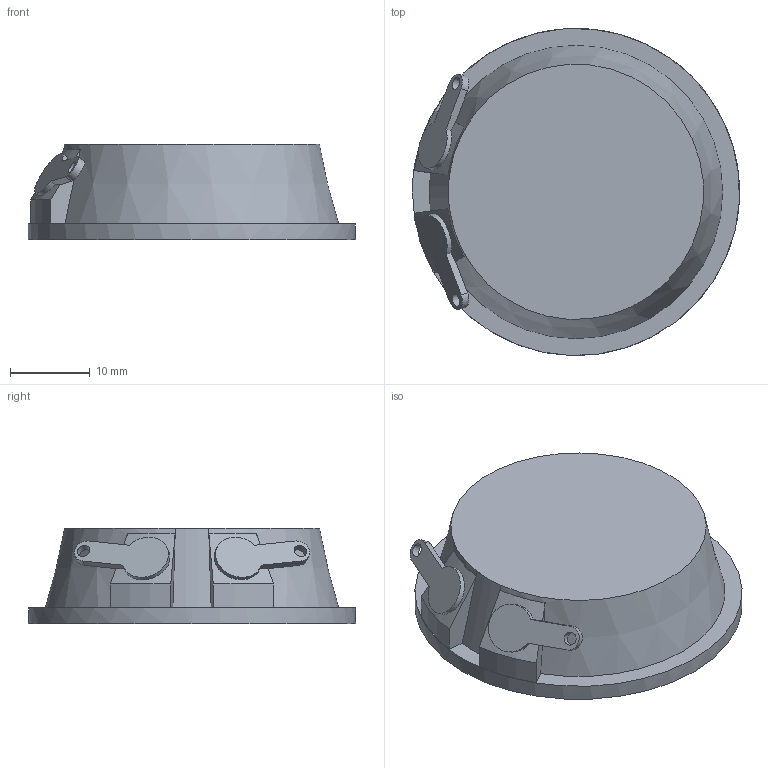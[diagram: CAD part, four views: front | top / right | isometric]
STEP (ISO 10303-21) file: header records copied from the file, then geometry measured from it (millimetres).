
FILE_DESCRIPTION(/* description */ ('Alibre Inc.'),/* implementation_level */ '2;1');
FILE_NAME(/* name */ 'export0',/* time_stamp */ '2018-03-24T16:40:01-05:00',/* author */ (''),/* organization */ (''),/* preprocessor_version */ 'ST-DEVELOPER v14',/* originating_system */ 'Alibre',/* authorisation */ '');
FILE_SCHEMA (('AUTOMOTIVE_DESIGN'));
Length unit declared in the file: centimetre
Bounding box: 41 x 41 x 12 mm (x, y, z)
Volume: 2820 mm3; surface area: 7281 mm2
Topology: 1 solids, 1 shells, 42 faces, 102 edges, 67 vertices
Faces by surface type: plane 20, cylinder 13, cone 7, revolution 2
Full cylindrical faces by diameter (mm): 1.615 x2, 4 x1, 39 x1, 41 x1
Entity records: 1255 total; most frequent: CARTESIAN_POINT 305, ORIENTED_EDGE 186, DIRECTION 174, EDGE_CURVE 93, AXIS2_PLACEMENT_3D 71, VERTEX_POINT 66, EDGE_LOOP 59, FACE_BOUND 59
